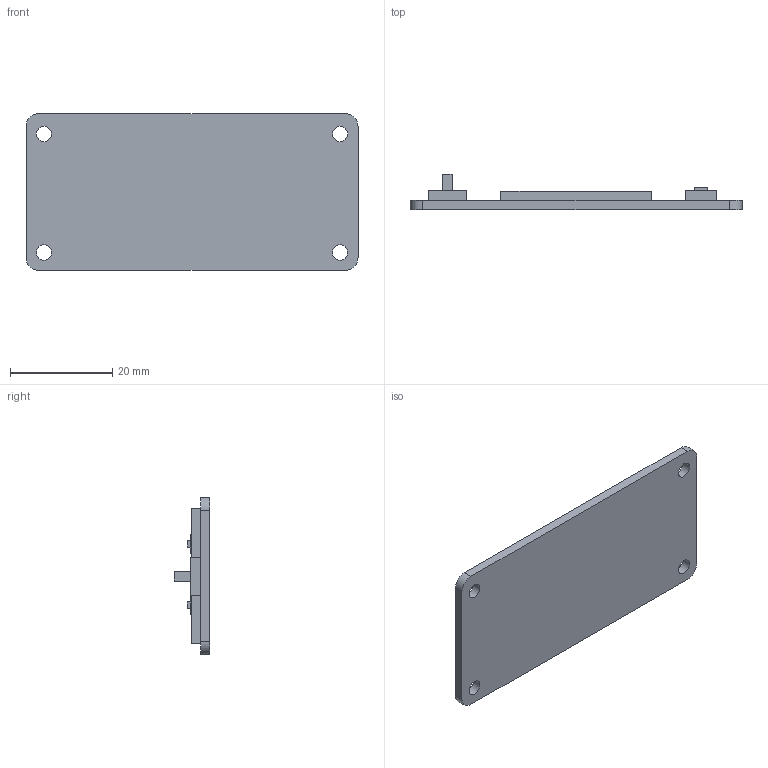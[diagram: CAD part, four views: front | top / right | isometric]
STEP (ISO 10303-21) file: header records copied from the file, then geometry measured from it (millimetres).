
FILE_DESCRIPTION(/* description */ (''),/* implementation_level */ '2;1');
FILE_NAME(/* name */ 'LCD_Waveshare_240x240_1.3inch v6.step',/* time_stamp */ '2018-12-23T18:44:10+01:00',/* author */ ('joernAB29F'),/* organization */ (''),/* preprocessor_version */ 'ST-DEVELOPER v17.2',/* originating_system */ 'Autodesk Translation Framework v7.6.0.251',/* authorisation */ '');
FILE_SCHEMA (('AUTOMOTIVE_DESIGN { 1 0 10303 214 3 1 1 }'));
Length unit declared in the file: millimetre
Products named in the file (2): LCD_Waveshare_240x240_1.3inch; Component1
Assembly tree (1 placements, depth 2):
  LCD_Waveshare_240x240_1.3inch
    Component1
Bounding box: 65 x 7 x 30.7 mm (x, y, z)
Volume: 5193.4 mm3; surface area: 6572.3 mm2
Topology: 10 solids, 10 shells, 68 faces, 144 edges, 96 vertices
Faces by surface type: plane 60, cylinder 8
Full cylindrical faces by diameter (mm): 3 x4
Entity records: 1903 total; most frequent: CARTESIAN_POINT 312, DIRECTION 304, ORIENTED_EDGE 288, EDGE_CURVE 144, LINE 128, VECTOR 128, VERTEX_POINT 96, AXIS2_PLACEMENT_3D 88
